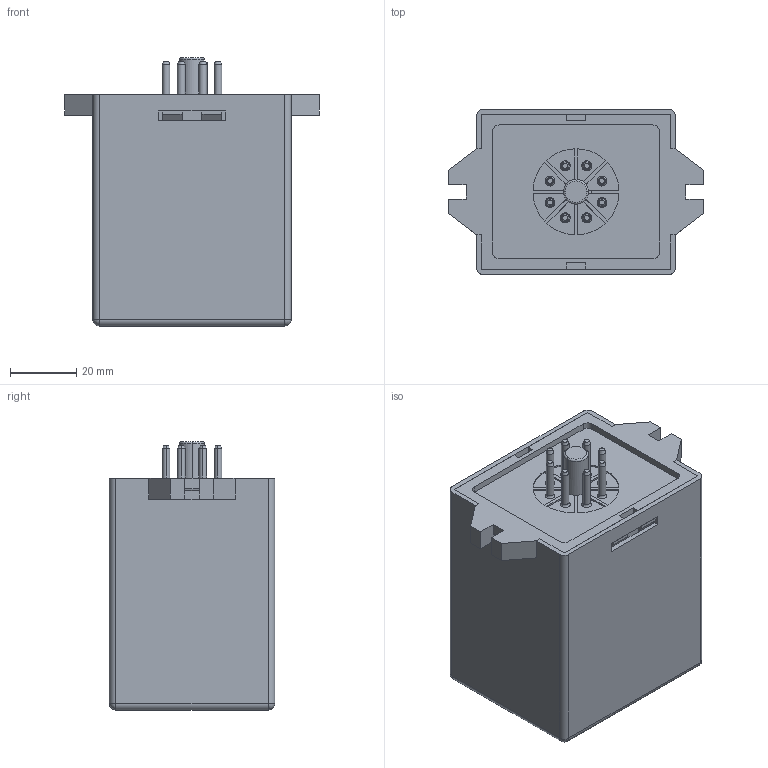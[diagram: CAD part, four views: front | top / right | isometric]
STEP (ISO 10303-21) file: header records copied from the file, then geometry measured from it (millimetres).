
FILE_DESCRIPTION (( 'STEP AP214' ), '1' );
FILE_NAME ('FLR-202C.STEP', '2023-03-20T05:00:30', ( 'Microsoft' ), ( 'Microsoft' ), 'SwSTEP 2.0', 'SolidWorks 2015', '' );
FILE_SCHEMA (( 'AUTOMOTIVE_DESIGN' ));
Length unit declared in the file: millimetre
Products named in the file (4): FLR-202C褐隊; FLR-202C菁釱; FLR-202C俋褲; FLR-202C
Assembly tree (3 placements, depth 2):
  FLR-202C
    FLR-202C俋褲
    FLR-202C菁釱
    FLR-202C褐隊
Bounding box: 77 x 50 x 81 mm (x, y, z)
Volume: 39189.6 mm3; surface area: 44820.8 mm2
Topology: 10 solids, 10 shells, 299 faces, 712 edges, 444 vertices
Faces by surface type: plane 186, cylinder 74, torus 18, cone 16, sphere 4, bspline 1
Entity records: 8748 total; most frequent: DIRECTION 1517, CARTESIAN_POINT 1474, ORIENTED_EDGE 1416, EDGE_CURVE 708, AXIS2_PLACEMENT_3D 506, LINE 505, VECTOR 505, VERTEX_POINT 444
